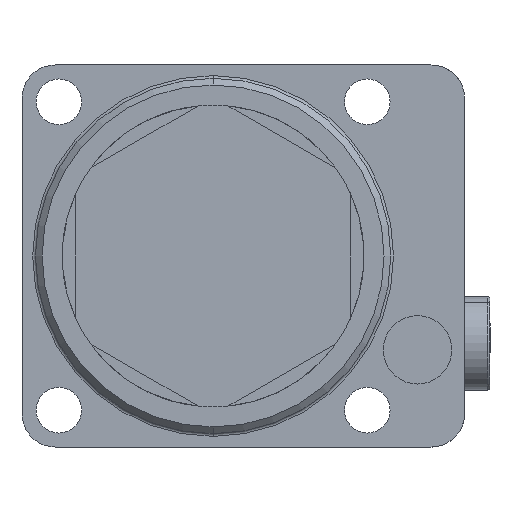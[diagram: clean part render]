
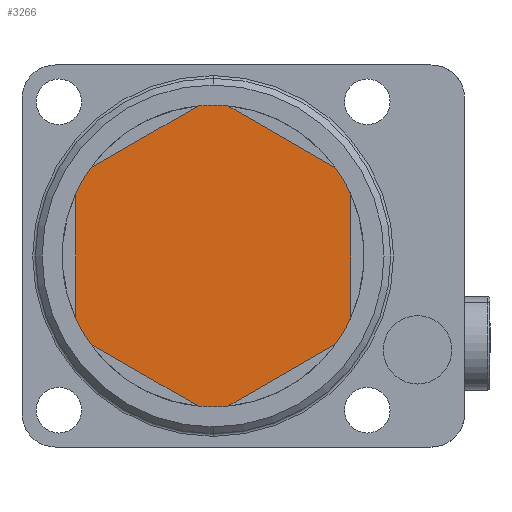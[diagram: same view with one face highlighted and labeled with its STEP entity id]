
A CAD part, front view. The second image highlights one B-rep face of the part: STEP entity #3266.
In plain terms, the highlighted planar face has unit normal (0, -1, 0).
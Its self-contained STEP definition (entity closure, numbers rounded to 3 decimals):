
#188 = DIRECTION ( 'NONE',  ( 0., 0., -1. ) ) ;
#214 = DIRECTION ( 'NONE',  ( 0., 0., -1. ) ) ;
#215 = CARTESIAN_POINT ( 'NONE',  ( -20.5, -20., 0. ) ) ;
#216 = DIRECTION ( 'NONE',  ( -0.866, 0., -0.5 ) ) ;
#217 = CARTESIAN_POINT ( 'NONE',  ( -10.25, -20., 17.754 ) ) ;
#218 = DIRECTION ( 'NONE',  ( -0.866, 0., 0.5 ) ) ;
#219 = CARTESIAN_POINT ( 'NONE',  ( 10.25, -20., 17.754 ) ) ;
#220 = DIRECTION ( 'NONE',  ( 0., 0., 1. ) ) ;
#223 = CARTESIAN_POINT ( 'NONE',  ( 20.5, -20., 0. ) ) ;
#224 = DIRECTION ( 'NONE',  ( 0.866, 0., 0.5 ) ) ;
#225 = CARTESIAN_POINT ( 'NONE',  ( 10.25, -20., -17.754 ) ) ;
#231 = DIRECTION ( 'NONE',  ( 0., 0., -1. ) ) ;
#232 = DIRECTION ( 'NONE',  ( 0., -1., 0. ) ) ;
#233 = CARTESIAN_POINT ( 'NONE',  ( 0., -20., 0. ) ) ;
#234 = DIRECTION ( 'NONE',  ( 0.866, 0., -0.5 ) ) ;
#235 = CARTESIAN_POINT ( 'NONE',  ( -10.25, -20., -17.754 ) ) ;
#236 = CARTESIAN_POINT ( 'NONE',  ( 0., -20., 0. ) ) ;
#237 = DIRECTION ( 'NONE',  ( 0., -1., 0. ) ) ;
#238 = DIRECTION ( 'NONE',  ( 0., 0., -1. ) ) ;
#244 = CARTESIAN_POINT ( 'NONE',  ( 0., -20., 0. ) ) ;
#245 = DIRECTION ( 'NONE',  ( 0., -1., 0. ) ) ;
#247 = DIRECTION ( 'NONE',  ( 0., -1., 0. ) ) ;
#249 = DIRECTION ( 'NONE',  ( 0., 0., -1. ) ) ;
#250 = DIRECTION ( 'NONE',  ( 0., -1., 0. ) ) ;
#251 = CARTESIAN_POINT ( 'NONE',  ( 0., -20., 0. ) ) ;
#260 = DIRECTION ( 'NONE',  ( 0., 0., -1. ) ) ;
#263 = DIRECTION ( 'NONE',  ( 0., -1., 0. ) ) ;
#265 = CARTESIAN_POINT ( 'NONE',  ( 0., -20., 0. ) ) ;
#275 = DIRECTION ( 'NONE',  ( 0., 0., -1. ) ) ;
#276 = DIRECTION ( 'NONE',  ( 0., -1., 0. ) ) ;
#278 = CARTESIAN_POINT ( 'NONE',  ( 0., -20., 0. ) ) ;
#361 = CARTESIAN_POINT ( 'NONE',  ( 0., -20., 0. ) ) ;
#364 = DIRECTION ( 'NONE',  ( 0., 0., -1. ) ) ;
#365 = CARTESIAN_POINT ( 'NONE',  ( 0., -20., 0. ) ) ;
#368 = DIRECTION ( 'NONE',  ( 0., -1., 0. ) ) ;
#370 = DIRECTION ( 'NONE',  ( 0., 0., -1. ) ) ;
#468 = CIRCLE ( 'NONE', #4081, 22.5 ) ;
#527 = CARTESIAN_POINT ( 'NONE',  ( 2.219, -20., 22.39 ) ) ;
#580 = CIRCLE ( 'NONE', #4079, 22.5 ) ;
#828 = CIRCLE ( 'NONE', #4096, 22.5 ) ;
#834 = CIRCLE ( 'NONE', #4098, 22.5 ) ;
#841 = CIRCLE ( 'NONE', #4100, 22.5 ) ;
#842 = CIRCLE ( 'NONE', #4102, 22.5 ) ;
#902 = CIRCLE ( 'NONE', #4083, 22.5 ) ;
#942 = VECTOR ( 'NONE', #214, 1000. ) ;
#944 = VECTOR ( 'NONE', #216, 1000. ) ;
#945 = LINE ( 'NONE', #215, #942 ) ;
#946 = VECTOR ( 'NONE', #218, 1000. ) ;
#947 = LINE ( 'NONE', #217, #944 ) ;
#948 = VECTOR ( 'NONE', #220, 1000. ) ;
#949 = LINE ( 'NONE', #219, #946 ) ;
#950 = VECTOR ( 'NONE', #224, 1000. ) ;
#951 = LINE ( 'NONE', #223, #948 ) ;
#952 = VECTOR ( 'NONE', #234, 1000. ) ;
#953 = LINE ( 'NONE', #225, #950 ) ;
#954 = LINE ( 'NONE', #235, #952 ) ;
#957 = CIRCLE ( 'NONE', #4077, 22.5 ) ;
#1607 = DIRECTION ( 'NONE',  ( 0., 0., -1. ) ) ;
#1608 = DIRECTION ( 'NONE',  ( 0., -1., 0. ) ) ;
#1612 = PLANE ( 'NONE',  #4269 ) ;
#1619 = CARTESIAN_POINT ( 'NONE',  ( 0., -20., 0. ) ) ;
#2377 = VERTEX_POINT ( 'NONE', #5386 ) ;
#2379 = VERTEX_POINT ( 'NONE', #527 ) ;
#2381 = VERTEX_POINT ( 'NONE', #5389 ) ;
#2387 = VERTEX_POINT ( 'NONE', #5378 ) ;
#2404 = VERTEX_POINT ( 'NONE', #5360 ) ;
#2408 = VERTEX_POINT ( 'NONE', #5356 ) ;
#2441 = VERTEX_POINT ( 'NONE', #5323 ) ;
#2472 = VERTEX_POINT ( 'NONE', #5292 ) ;
#2483 = VERTEX_POINT ( 'NONE', #5281 ) ;
#2494 = VERTEX_POINT ( 'NONE', #5270 ) ;
#2503 = VERTEX_POINT ( 'NONE', #5260 ) ;
#2566 = VERTEX_POINT ( 'NONE', #5196 ) ;
#2569 = VERTEX_POINT ( 'NONE', #5193 ) ;
#2597 = VERTEX_POINT ( 'NONE', #5165 ) ;
#3140 = ORIENTED_EDGE ( 'NONE', *, *, #4643, .T. ) ;
#3141 = ORIENTED_EDGE ( 'NONE', *, *, #4653, .T. ) ;
#3142 = ORIENTED_EDGE ( 'NONE', *, *, #4639, .T. ) ;
#3143 = ORIENTED_EDGE ( 'NONE', *, *, #4582, .T. ) ;
#3145 = ORIENTED_EDGE ( 'NONE', *, *, #4654, .T. ) ;
#3146 = ORIENTED_EDGE ( 'NONE', *, *, #4594, .T. ) ;
#3147 = ORIENTED_EDGE ( 'NONE', *, *, #4655, .T. ) ;
#3148 = ORIENTED_EDGE ( 'NONE', *, *, #4590, .T. ) ;
#3149 = ORIENTED_EDGE ( 'NONE', *, *, #4656, .T. ) ;
#3150 = ORIENTED_EDGE ( 'NONE', *, *, #4586, .T. ) ;
#3151 = ORIENTED_EDGE ( 'NONE', *, *, #4651, .T. ) ;
#3152 = ORIENTED_EDGE ( 'NONE', *, *, #4657, .T. ) ;
#3153 = ORIENTED_EDGE ( 'NONE', *, *, #4647, .T. ) ;
#3154 = ORIENTED_EDGE ( 'NONE', *, *, #4658, .T. ) ;
#3266 = ADVANCED_FACE ( 'NONE', ( #4781 ), #1612, .T. ) ;
#4077 = AXIS2_PLACEMENT_3D ( 'NONE', #233, #232, #231 ) ;
#4079 = AXIS2_PLACEMENT_3D ( 'NONE', #251, #250, #249 ) ;
#4081 = AXIS2_PLACEMENT_3D ( 'NONE', #265, #263, #260 ) ;
#4083 = AXIS2_PLACEMENT_3D ( 'NONE', #278, #276, #275 ) ;
#4096 = AXIS2_PLACEMENT_3D ( 'NONE', #361, #247, #364 ) ;
#4098 = AXIS2_PLACEMENT_3D ( 'NONE', #244, #245, #188 ) ;
#4100 = AXIS2_PLACEMENT_3D ( 'NONE', #365, #368, #370 ) ;
#4102 = AXIS2_PLACEMENT_3D ( 'NONE', #236, #237, #238 ) ;
#4269 = AXIS2_PLACEMENT_3D ( 'NONE', #1619, #1608, #1607 ) ;
#4582 = EDGE_CURVE ( 'NONE', #2597, #2441, #842, .T. ) ;
#4586 = EDGE_CURVE ( 'NONE', #2379, #2387, #841, .T. ) ;
#4590 = EDGE_CURVE ( 'NONE', #2404, #2377, #834, .T. ) ;
#4594 = EDGE_CURVE ( 'NONE', #2408, #2381, #828, .T. ) ;
#4639 = EDGE_CURVE ( 'NONE', #2503, #2597, #902, .T. ) ;
#4643 = EDGE_CURVE ( 'NONE', #2472, #2483, #468, .T. ) ;
#4647 = EDGE_CURVE ( 'NONE', #2566, #2569, #580, .T. ) ;
#4651 = EDGE_CURVE ( 'NONE', #2387, #2494, #957, .T. ) ;
#4653 = EDGE_CURVE ( 'NONE', #2483, #2503, #954, .T. ) ;
#4654 = EDGE_CURVE ( 'NONE', #2441, #2408, #953, .T. ) ;
#4655 = EDGE_CURVE ( 'NONE', #2381, #2404, #951, .T. ) ;
#4656 = EDGE_CURVE ( 'NONE', #2377, #2379, #949, .T. ) ;
#4657 = EDGE_CURVE ( 'NONE', #2494, #2566, #947, .T. ) ;
#4658 = EDGE_CURVE ( 'NONE', #2569, #2472, #945, .T. ) ;
#4781 = FACE_OUTER_BOUND ( 'NONE', #5023, .T. ) ;
#5023 = EDGE_LOOP ( 'NONE', ( #3140, #3141, #3142, #3143, #3145, #3146, #3147, #3148, #3149, #3150, #3151, #3152, #3153, #3154 ) ) ;
#5165 = CARTESIAN_POINT ( 'NONE',  ( 0., -20., -22.5 ) ) ;
#5193 = CARTESIAN_POINT ( 'NONE',  ( -20.5, -20., 9.274 ) ) ;
#5196 = CARTESIAN_POINT ( 'NONE',  ( -18.281, -20., 13.117 ) ) ;
#5260 = CARTESIAN_POINT ( 'NONE',  ( -2.219, -20., -22.39 ) ) ;
#5270 = CARTESIAN_POINT ( 'NONE',  ( -2.219, -20., 22.39 ) ) ;
#5281 = CARTESIAN_POINT ( 'NONE',  ( -18.281, -20., -13.117 ) ) ;
#5292 = CARTESIAN_POINT ( 'NONE',  ( -20.5, -20., -9.274 ) ) ;
#5323 = CARTESIAN_POINT ( 'NONE',  ( 2.219, -20., -22.39 ) ) ;
#5356 = CARTESIAN_POINT ( 'NONE',  ( 18.281, -20., -13.117 ) ) ;
#5360 = CARTESIAN_POINT ( 'NONE',  ( 20.5, -20., 9.274 ) ) ;
#5378 = CARTESIAN_POINT ( 'NONE',  ( 0., -20., 22.5 ) ) ;
#5386 = CARTESIAN_POINT ( 'NONE',  ( 18.281, -20., 13.117 ) ) ;
#5389 = CARTESIAN_POINT ( 'NONE',  ( 20.5, -20., -9.274 ) ) ;
